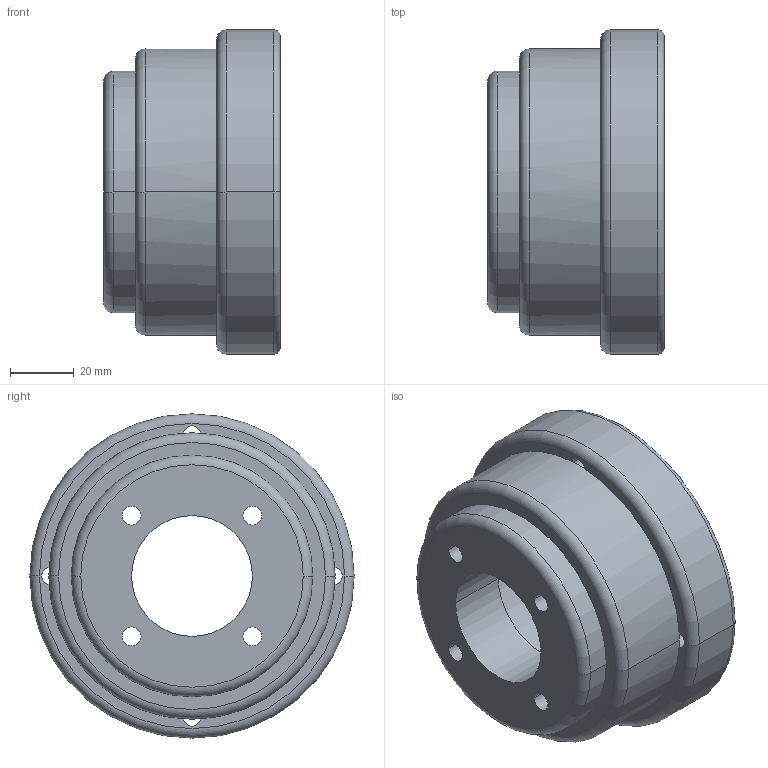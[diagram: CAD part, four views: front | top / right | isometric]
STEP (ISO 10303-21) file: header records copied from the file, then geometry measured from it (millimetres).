
FILE_DESCRIPTION (( 'STEP AP203' ), '1' );
FILE_NAME ('crank adapter.STEP', '2019-08-22T19:07:06', ( '' ), ( '' ), 'SwSTEP 2.0', 'SolidWorks 2018', '' );
FILE_SCHEMA (( 'CONFIG_CONTROL_DESIGN' ));
Length unit declared in the file: millimetre
Products named in the file (1): crank adapter
Bounding box: 55.5 x 102 x 102 mm (x, y, z)
Volume: 177753.1 mm3; surface area: 42001.9 mm2
Topology: 1 solids, 1 shells, 45 faces, 114 edges, 70 vertices
Faces by surface type: cylinder 26, torus 10, plane 9
Entity records: 1505 total; most frequent: DIRECTION 294, CARTESIAN_POINT 230, ORIENTED_EDGE 228, AXIS2_PLACEMENT_3D 134, EDGE_CURVE 114, CIRCLE 88, VERTEX_POINT 70, EDGE_LOOP 62
